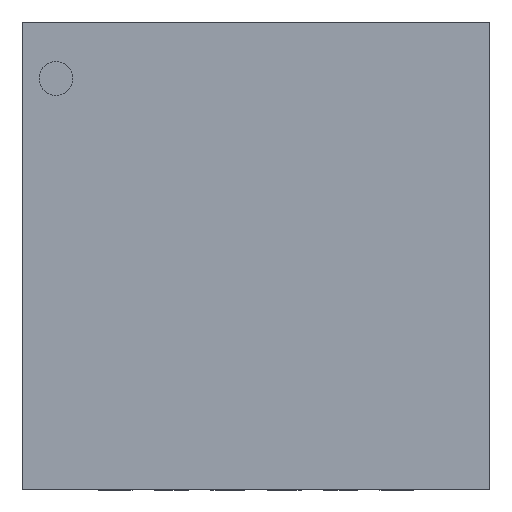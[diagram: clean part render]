
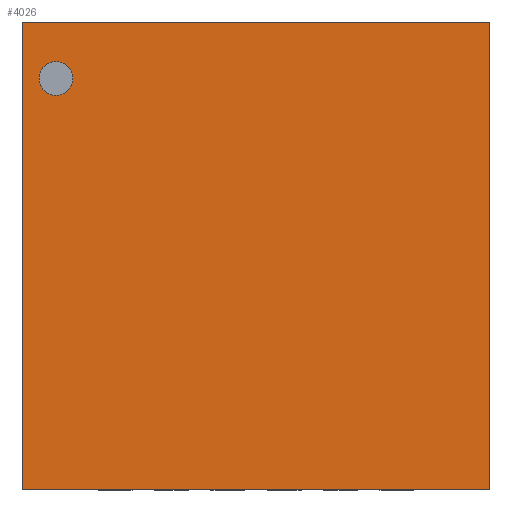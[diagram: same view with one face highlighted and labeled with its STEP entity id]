
A CAD part, top view. The second image highlights one B-rep face of the part: STEP entity #4026.
In plain terms, the highlighted planar face has unit normal (0, 0, 1).
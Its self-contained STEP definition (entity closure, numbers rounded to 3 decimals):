
#336=CARTESIAN_POINT('',(-1.625,1.575,1.0));
#337=VERTEX_POINT('',#336);
#346=CARTESIAN_POINT('',(-1.925,1.575,1.0));
#347=VERTEX_POINT('',#346);
#348=CARTESIAN_POINT('',(-1.775,1.575,1.0));
#349=DIRECTION('',(0.0,0.0,-1.0));
#350=DIRECTION('',(1.0,0.0,0.0));
#351=AXIS2_PLACEMENT_3D('',#348,#349,#350);
#352=CIRCLE('',#351,0.15);
#353=EDGE_CURVE('',#347,#337,#352,.T.);
#387=CARTESIAN_POINT('',(-1.775,1.575,1.0));
#388=DIRECTION('',(0.0,0.0,-1.0));
#389=DIRECTION('',(1.0,0.0,0.0));
#390=AXIS2_PLACEMENT_3D('',#387,#388,#389);
#391=CIRCLE('',#390,0.15);
#392=EDGE_CURVE('',#337,#347,#391,.T.);
#3588=CARTESIAN_POINT('',(2.075,-2.075,1.0));
#3589=VERTEX_POINT('',#3588);
#3596=CARTESIAN_POINT('',(-2.075,-2.075,1.0));
#3597=VERTEX_POINT('',#3596);
#3598=CARTESIAN_POINT('',(2.075,-2.075,1.0));
#3599=DIRECTION('',(-1.0,0.0,0.0));
#3600=VECTOR('',#3599,4.15);
#3601=LINE('',#3598,#3600);
#3602=EDGE_CURVE('',#3589,#3597,#3601,.T.);
#3682=CARTESIAN_POINT('',(2.075,2.075,1.0));
#3683=VERTEX_POINT('',#3682);
#3690=CARTESIAN_POINT('',(2.075,2.075,1.0));
#3691=DIRECTION('',(0.0,-1.0,0.0));
#3692=VECTOR('',#3691,4.15);
#3693=LINE('',#3690,#3692);
#3694=EDGE_CURVE('',#3683,#3589,#3693,.T.);
#3934=CARTESIAN_POINT('',(-2.075,2.075,1.0));
#3935=VERTEX_POINT('',#3934);
#3936=CARTESIAN_POINT('',(-2.075,-2.075,1.0));
#3937=DIRECTION('',(0.0,1.0,0.0));
#3938=VECTOR('',#3937,4.15);
#3939=LINE('',#3936,#3938);
#3940=EDGE_CURVE('',#3597,#3935,#3939,.T.);
#3982=CARTESIAN_POINT('',(-2.075,2.075,1.0));
#3983=DIRECTION('',(1.0,0.0,0.0));
#3984=VECTOR('',#3983,4.15);
#3985=LINE('',#3982,#3984);
#3986=EDGE_CURVE('',#3935,#3683,#3985,.T.);
#4011=CARTESIAN_POINT('',(0.,0.,1.0));
#4012=DIRECTION('',(0.0,0.0,1.0));
#4013=DIRECTION('',(1.0,0.0,0.0));
#4014=AXIS2_PLACEMENT_3D('',#4011,#4012,#4013);
#4015=PLANE('',#4014);
#4016=ORIENTED_EDGE('',*,*,#3694,.F.);
#4017=ORIENTED_EDGE('',*,*,#3986,.F.);
#4018=ORIENTED_EDGE('',*,*,#3940,.F.);
#4019=ORIENTED_EDGE('',*,*,#3602,.F.);
#4020=EDGE_LOOP('',(#4016,#4017,#4018,#4019));
#4021=FACE_OUTER_BOUND('',#4020,.T.);
#4022=ORIENTED_EDGE('',*,*,#392,.T.);
#4023=ORIENTED_EDGE('',*,*,#353,.T.);
#4024=EDGE_LOOP('',(#4022,#4023));
#4025=FACE_BOUND('',#4024,.T.);
#4026=ADVANCED_FACE('',(#4021,#4025),#4015,.T.);
